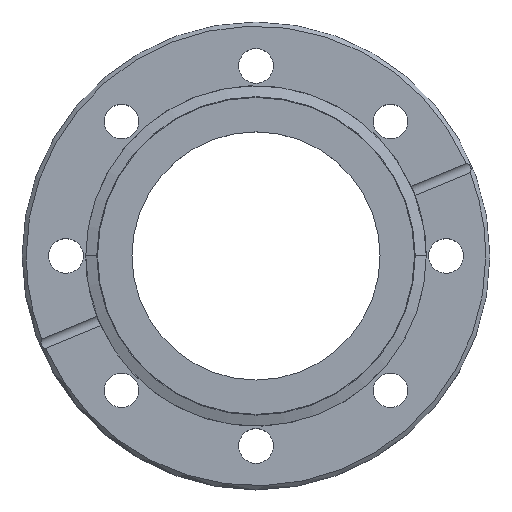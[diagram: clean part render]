
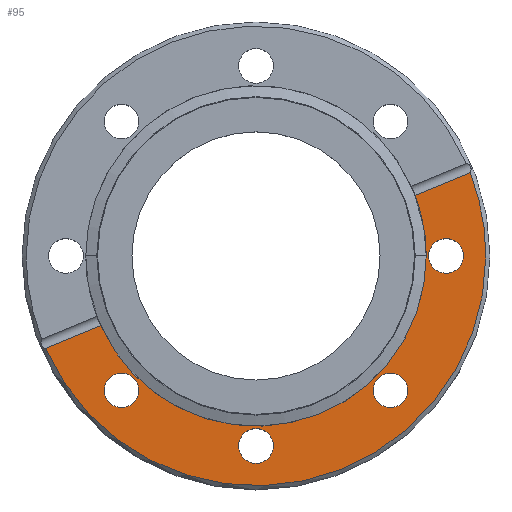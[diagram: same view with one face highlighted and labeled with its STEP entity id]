
A CAD part, top view. The second image highlights one B-rep face of the part: STEP entity #95.
In plain terms, the highlighted planar face has unit normal (0, 0, 1).
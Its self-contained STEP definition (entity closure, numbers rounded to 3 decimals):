
#15 = DIRECTION ( 'NONE',  ( 0., 0., 1. ) ) ;
#16 = CARTESIAN_POINT ( 'NONE',  ( -32.598, -32.598, 0. ) ) ;
#20 = DIRECTION ( 'NONE',  ( 0., 0., 1. ) ) ;
#23 = VERTEX_POINT ( 'NONE', #1943 ) ;
#36 = DIRECTION ( 'NONE',  ( 1., 0., 0. ) ) ;
#45 = CARTESIAN_POINT ( 'NONE',  ( 32.598, -32.598, 0. ) ) ;
#62 = CARTESIAN_POINT ( 'NONE',  ( 0., -46.1, 0. ) ) ;
#74 = DIRECTION ( 'NONE',  ( 0., 0., 1. ) ) ;
#85 = DIRECTION ( 'NONE',  ( 1., 0., 0. ) ) ;
#91 = ORIENTED_EDGE ( 'NONE', *, *, #216, .T. ) ;
#95 = ADVANCED_FACE ( 'NONE', ( #1085, #1079, #1116, #1108, #1074 ), #1552, .F. ) ;
#142 = ORIENTED_EDGE ( 'NONE', *, *, #1022, .T. ) ;
#216 = EDGE_CURVE ( 'NONE', #23, #643, #2578, .T. ) ;
#294 = ORIENTED_EDGE ( 'NONE', *, *, #860, .F. ) ;
#296 = ORIENTED_EDGE ( 'NONE', *, *, #1605, .F. ) ;
#381 = DIRECTION ( 'NONE',  ( -0.924, -0.383, 0. ) ) ;
#398 = VERTEX_POINT ( 'NONE', #1310 ) ;
#499 = VERTEX_POINT ( 'NONE', #1155 ) ;
#511 = ORIENTED_EDGE ( 'NONE', *, *, #1285, .F. ) ;
#582 = DIRECTION ( 'NONE',  ( 0., 0., 1. ) ) ;
#623 = AXIS2_PLACEMENT_3D ( 'NONE', #1370, #2120, #2235 ) ;
#643 = VERTEX_POINT ( 'NONE', #916 ) ;
#645 = DIRECTION ( 'NONE',  ( 0., 0., -1. ) ) ;
#663 = DIRECTION ( 'NONE',  ( -1., 0., 0. ) ) ;
#670 = EDGE_LOOP ( 'NONE', ( #2470, #2164 ) ) ;
#707 = DIRECTION ( 'NONE',  ( -0.924, -0.383, 0. ) ) ;
#729 = CARTESIAN_POINT ( 'NONE',  ( -36.798, -32.598, 0. ) ) ;
#742 = ORIENTED_EDGE ( 'NONE', *, *, #2556, .T. ) ;
#755 = CARTESIAN_POINT ( 'NONE',  ( 51.954, 20.221, 0. ) ) ;
#778 = VERTEX_POINT ( 'NONE', #1713 ) ;
#783 = AXIS2_PLACEMENT_3D ( 'NONE', #45, #1921, #1827 ) ;
#805 = CARTESIAN_POINT ( 'NONE',  ( 0., -46.1, 0. ) ) ;
#829 = CARTESIAN_POINT ( 'NONE',  ( -37.681, -16.907, 0. ) ) ;
#830 = DIRECTION ( 'NONE',  ( 0., 0., 1. ) ) ;
#860 = EDGE_CURVE ( 'NONE', #778, #2583, #1664, .T. ) ;
#875 = EDGE_LOOP ( 'NONE', ( #296, #1743 ) ) ;
#905 = CIRCLE ( 'NONE', #1453, 4.2 ) ;
#916 = CARTESIAN_POINT ( 'NONE',  ( 41.3, 0., 0. ) ) ;
#922 = CIRCLE ( 'NONE', #2567, 4.2 ) ;
#933 = AXIS2_PLACEMENT_3D ( 'NONE', #1317, #582, #2645 ) ;
#941 = CIRCLE ( 'NONE', #1045, 55.75 ) ;
#943 = CIRCLE ( 'NONE', #2155, 4.2 ) ;
#947 = CIRCLE ( 'NONE', #933, 4.2 ) ;
#970 = LINE ( 'NONE', #1539, #2332 ) ;
#992 = DIRECTION ( 'NONE',  ( 1., 0., 0. ) ) ;
#1006 = EDGE_CURVE ( 'NONE', #1355, #23, #970, .T. ) ;
#1012 = CARTESIAN_POINT ( 'NONE',  ( 32.598, -32.598, 0. ) ) ;
#1016 = AXIS2_PLACEMENT_3D ( 'NONE', #1764, #1924, #1913 ) ;
#1022 = EDGE_CURVE ( 'NONE', #1134, #398, #1653, .T. ) ;
#1045 = AXIS2_PLACEMENT_3D ( 'NONE', #2600, #15, #2476 ) ;
#1058 = AXIS2_PLACEMENT_3D ( 'NONE', #16, #20, #36 ) ;
#1074 = FACE_BOUND ( 'NONE', #875, .T. ) ;
#1075 = DIRECTION ( 'NONE',  ( 0., 0., 1. ) ) ;
#1079 = FACE_BOUND ( 'NONE', #2440, .T. ) ;
#1085 = FACE_BOUND ( 'NONE', #670, .T. ) ;
#1108 = FACE_BOUND ( 'NONE', #1576, .T. ) ;
#1116 = FACE_OUTER_BOUND ( 'NONE', #1580, .T. ) ;
#1118 = DIRECTION ( 'NONE',  ( 1., 0., 0. ) ) ;
#1124 = DIRECTION ( 'NONE',  ( 1., 0., 0. ) ) ;
#1134 = VERTEX_POINT ( 'NONE', #829 ) ;
#1155 = CARTESIAN_POINT ( 'NONE',  ( -28.398, -32.598, 0. ) ) ;
#1158 = CIRCLE ( 'NONE', #2142, 4.2 ) ;
#1207 = DIRECTION ( 'NONE',  ( 1., 0., 0. ) ) ;
#1219 = AXIS2_PLACEMENT_3D ( 'NONE', #2443, #645, #663 ) ;
#1234 = AXIS2_PLACEMENT_3D ( 'NONE', #2517, #2534, #1124 ) ;
#1285 = EDGE_CURVE ( 'NONE', #2466, #2411, #943, .T. ) ;
#1310 = CARTESIAN_POINT ( 'NONE',  ( -51.035, -22.438, 0. ) ) ;
#1317 = CARTESIAN_POINT ( 'NONE',  ( -32.598, -32.598, 0. ) ) ;
#1332 = CARTESIAN_POINT ( 'NONE',  ( 46.1, 0., 0. ) ) ;
#1355 = VERTEX_POINT ( 'NONE', #755 ) ;
#1365 = CIRCLE ( 'NONE', #1016, 55.75 ) ;
#1366 = DIRECTION ( 'NONE',  ( -1., 0., 0. ) ) ;
#1370 = CARTESIAN_POINT ( 'NONE',  ( 0., 0., 0. ) ) ;
#1377 = DIRECTION ( 'NONE',  ( 0., 0., -1. ) ) ;
#1392 = EDGE_CURVE ( 'NONE', #2411, #2466, #922, .T. ) ;
#1402 = CARTESIAN_POINT ( 'NONE',  ( 41.3, 0., 0. ) ) ;
#1453 = AXIS2_PLACEMENT_3D ( 'NONE', #1012, #2379, #1207 ) ;
#1483 = CIRCLE ( 'NONE', #1058, 4.2 ) ;
#1487 = CIRCLE ( 'NONE', #783, 4.2 ) ;
#1539 = CARTESIAN_POINT ( 'NONE',  ( -68.044, -29.484, 0. ) ) ;
#1552 = PLANE ( 'NONE',  #2161 ) ;
#1570 = CARTESIAN_POINT ( 'NONE',  ( 4.2, -46.1, 0. ) ) ;
#1576 = EDGE_LOOP ( 'NONE', ( #2568, #294 ) ) ;
#1580 = EDGE_LOOP ( 'NONE', ( #742, #1830, #2651, #91, #2244, #142 ) ) ;
#1594 = EDGE_CURVE ( 'NONE', #2183, #2236, #1487, .T. ) ;
#1605 = EDGE_CURVE ( 'NONE', #499, #1731, #947, .T. ) ;
#1637 = VECTOR ( 'NONE', #381, 1000. ) ;
#1645 = EDGE_CURVE ( 'NONE', #1731, #499, #1483, .T. ) ;
#1653 = LINE ( 'NONE', #2429, #1637 ) ;
#1659 = CARTESIAN_POINT ( 'NONE',  ( 55.75, 0., 0. ) ) ;
#1664 = CIRCLE ( 'NONE', #1234, 4.2 ) ;
#1681 = CARTESIAN_POINT ( 'NONE',  ( -4.2, -46.1, 0. ) ) ;
#1713 = CARTESIAN_POINT ( 'NONE',  ( 41.9, 0., 0. ) ) ;
#1731 = VERTEX_POINT ( 'NONE', #729 ) ;
#1743 = ORIENTED_EDGE ( 'NONE', *, *, #1645, .F. ) ;
#1764 = CARTESIAN_POINT ( 'NONE',  ( 0., 0., 0. ) ) ;
#1827 = DIRECTION ( 'NONE',  ( 1., 0., 0. ) ) ;
#1830 = ORIENTED_EDGE ( 'NONE', *, *, #2037, .T. ) ;
#1833 = VERTEX_POINT ( 'NONE', #1659 ) ;
#1913 = DIRECTION ( 'NONE',  ( 1., 0., 0. ) ) ;
#1921 = DIRECTION ( 'NONE',  ( 0., 0., 1. ) ) ;
#1924 = DIRECTION ( 'NONE',  ( 0., 0., 1. ) ) ;
#1943 = CARTESIAN_POINT ( 'NONE',  ( 38.599, 14.689, 0. ) ) ;
#1952 = CARTESIAN_POINT ( 'NONE',  ( 36.798, -32.598, 0. ) ) ;
#2037 = EDGE_CURVE ( 'NONE', #1833, #1355, #1365, .T. ) ;
#2120 = DIRECTION ( 'NONE',  ( 0., 0., -1. ) ) ;
#2142 = AXIS2_PLACEMENT_3D ( 'NONE', #1332, #1075, #1118 ) ;
#2154 = CARTESIAN_POINT ( 'NONE',  ( 28.398, -32.598, 0. ) ) ;
#2155 = AXIS2_PLACEMENT_3D ( 'NONE', #62, #74, #85 ) ;
#2161 = AXIS2_PLACEMENT_3D ( 'NONE', #1402, #1377, #1366 ) ;
#2164 = ORIENTED_EDGE ( 'NONE', *, *, #2614, .F. ) ;
#2183 = VERTEX_POINT ( 'NONE', #1952 ) ;
#2235 = DIRECTION ( 'NONE',  ( -1., 0., 0. ) ) ;
#2236 = VERTEX_POINT ( 'NONE', #2154 ) ;
#2244 = ORIENTED_EDGE ( 'NONE', *, *, #2525, .T. ) ;
#2332 = VECTOR ( 'NONE', #707, 1000. ) ;
#2355 = CIRCLE ( 'NONE', #623, 41.3 ) ;
#2379 = DIRECTION ( 'NONE',  ( 0., 0., 1. ) ) ;
#2411 = VERTEX_POINT ( 'NONE', #1570 ) ;
#2429 = CARTESIAN_POINT ( 'NONE',  ( -68.044, -29.484, 0. ) ) ;
#2440 = EDGE_LOOP ( 'NONE', ( #2589, #511 ) ) ;
#2443 = CARTESIAN_POINT ( 'NONE',  ( 0., 0., 0. ) ) ;
#2453 = CARTESIAN_POINT ( 'NONE',  ( 50.3, 0., 0. ) ) ;
#2466 = VERTEX_POINT ( 'NONE', #1681 ) ;
#2470 = ORIENTED_EDGE ( 'NONE', *, *, #1594, .F. ) ;
#2475 = EDGE_CURVE ( 'NONE', #2583, #778, #1158, .T. ) ;
#2476 = DIRECTION ( 'NONE',  ( 1., 0., 0. ) ) ;
#2517 = CARTESIAN_POINT ( 'NONE',  ( 46.1, 0., 0. ) ) ;
#2525 = EDGE_CURVE ( 'NONE', #643, #1134, #2355, .T. ) ;
#2534 = DIRECTION ( 'NONE',  ( 0., 0., 1. ) ) ;
#2556 = EDGE_CURVE ( 'NONE', #398, #1833, #941, .T. ) ;
#2567 = AXIS2_PLACEMENT_3D ( 'NONE', #805, #830, #992 ) ;
#2568 = ORIENTED_EDGE ( 'NONE', *, *, #2475, .F. ) ;
#2578 = CIRCLE ( 'NONE', #1219, 41.3 ) ;
#2583 = VERTEX_POINT ( 'NONE', #2453 ) ;
#2589 = ORIENTED_EDGE ( 'NONE', *, *, #1392, .F. ) ;
#2600 = CARTESIAN_POINT ( 'NONE',  ( 0., 0., 0. ) ) ;
#2614 = EDGE_CURVE ( 'NONE', #2236, #2183, #905, .T. ) ;
#2645 = DIRECTION ( 'NONE',  ( 1., 0., 0. ) ) ;
#2651 = ORIENTED_EDGE ( 'NONE', *, *, #1006, .T. ) ;
